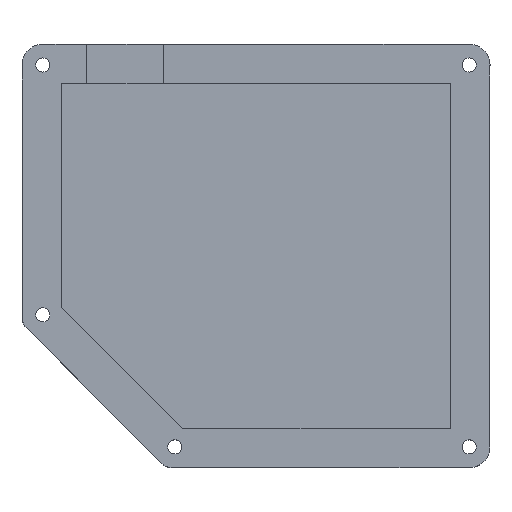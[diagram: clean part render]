
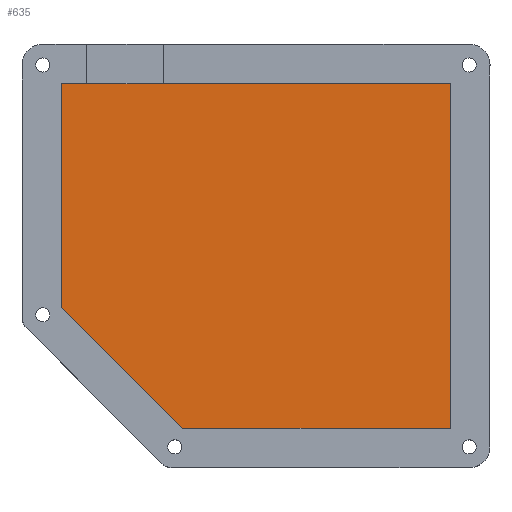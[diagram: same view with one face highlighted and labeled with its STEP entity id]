
A CAD part, top view. The second image highlights one B-rep face of the part: STEP entity #635.
In plain terms, the highlighted planar face has unit normal (0, 0, 1).
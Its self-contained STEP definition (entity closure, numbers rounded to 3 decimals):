
#44=PLANE('',#701);
#70=FACE_OUTER_BOUND('',#111,.T.);
#111=EDGE_LOOP('',(#519,#520,#521,#522,#523));
#180=LINE('',#1043,#237);
#182=LINE('',#1047,#239);
#183=LINE('',#1049,#240);
#184=LINE('',#1051,#241);
#185=LINE('',#1052,#242);
#237=VECTOR('',#840,10.);
#239=VECTOR('',#844,10.);
#240=VECTOR('',#845,10.);
#241=VECTOR('',#846,10.);
#242=VECTOR('',#847,10.);
#324=VERTEX_POINT('',#1040);
#325=VERTEX_POINT('',#1042);
#326=VERTEX_POINT('',#1046);
#327=VERTEX_POINT('',#1048);
#328=VERTEX_POINT('',#1050);
#397=EDGE_CURVE('',#324,#325,#180,.T.);
#399=EDGE_CURVE('',#325,#326,#182,.T.);
#400=EDGE_CURVE('',#327,#324,#183,.T.);
#401=EDGE_CURVE('',#328,#327,#184,.T.);
#402=EDGE_CURVE('',#326,#328,#185,.T.);
#519=ORIENTED_EDGE('',*,*,#399,.F.);
#520=ORIENTED_EDGE('',*,*,#397,.F.);
#521=ORIENTED_EDGE('',*,*,#400,.F.);
#522=ORIENTED_EDGE('',*,*,#401,.F.);
#523=ORIENTED_EDGE('',*,*,#402,.F.);
#635=ADVANCED_FACE('',(#70),#44,.T.);
#701=AXIS2_PLACEMENT_3D('',#1045,#842,#843);
#840=DIRECTION('',(1.,0.,0.));
#842=DIRECTION('center_axis',(0.,0.,1.));
#843=DIRECTION('ref_axis',(1.,0.,0.));
#844=DIRECTION('',(0.,-1.,0.));
#845=DIRECTION('',(0.,1.,0.));
#846=DIRECTION('',(-0.707,0.707,0.));
#847=DIRECTION('',(-1.,0.,0.));
#1040=CARTESIAN_POINT('',(-92.68,81.965,3.));
#1042=CARTESIAN_POINT('',(1.,81.965,3.));
#1043=CARTESIAN_POINT('',(-69.26,81.965,3.));
#1045=CARTESIAN_POINT('Origin',(-45.84,40.482,3.));
#1046=CARTESIAN_POINT('',(1.,-1.,3.));
#1047=CARTESIAN_POINT('',(1.,61.223,3.));
#1048=CARTESIAN_POINT('',(-92.68,28.161,3.));
#1049=CARTESIAN_POINT('',(-92.68,34.322,3.));
#1050=CARTESIAN_POINT('',(-63.518,-1.,3.));
#1051=CARTESIAN_POINT('',(-69.469,4.951,3.));
#1052=CARTESIAN_POINT('',(-22.42,-1.,3.));
